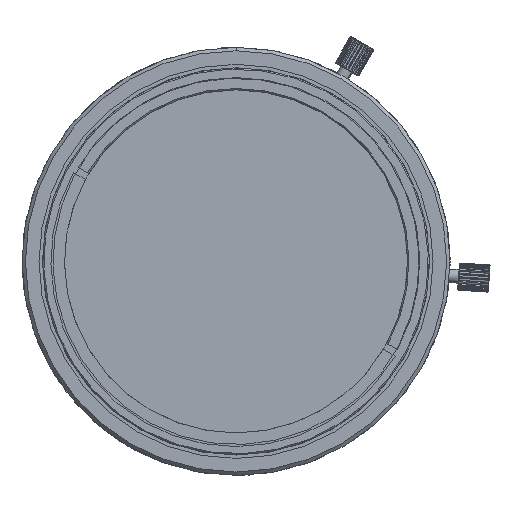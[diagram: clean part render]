
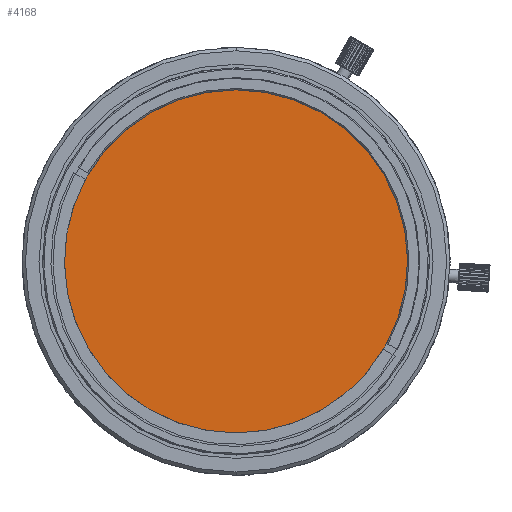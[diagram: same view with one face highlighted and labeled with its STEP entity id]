
A CAD part, left-side view. The second image highlights one B-rep face of the part: STEP entity #4168.
In plain terms, the highlighted planar face has unit normal (-1, 0, 0).
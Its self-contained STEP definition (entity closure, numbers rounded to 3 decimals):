
#4168 = ADVANCED_FACE ( 'NONE', ( #23552 ), #52390, .T. ) ;
#4790 = DIRECTION ( 'NONE',  ( -1., 0., 0. ) ) ;
#8125 = VERTEX_POINT ( 'NONE', #38993 ) ;
#9441 = ORIENTED_EDGE ( 'NONE', *, *, #52909, .T. ) ;
#12297 = EDGE_CURVE ( 'NONE', #8125, #39011, #44068, .T. ) ;
#14191 = AXIS2_PLACEMENT_3D ( 'NONE', #49235, #4790, #21157 ) ;
#15484 = CIRCLE ( 'NONE', #47915, 26.359 ) ;
#15784 = DIRECTION ( 'NONE',  ( -1., 0., 0. ) ) ;
#17174 = CARTESIAN_POINT ( 'NONE',  ( -101.049, 4.914, 153.484 ) ) ;
#18965 = DIRECTION ( 'NONE',  ( -1., 0., 0. ) ) ;
#21157 = DIRECTION ( 'NONE',  ( 0., 0., -1. ) ) ;
#23123 = EDGE_LOOP ( 'NONE', ( #9441, #38152 ) ) ;
#23552 = FACE_OUTER_BOUND ( 'NONE', #23123, .T. ) ;
#31013 = CARTESIAN_POINT ( 'NONE',  ( -101.049, 4.914, 179.843 ) ) ;
#34614 = AXIS2_PLACEMENT_3D ( 'NONE', #31013, #15784, #51888 ) ;
#35514 = CARTESIAN_POINT ( 'NONE',  ( -101.049, 4.914, 179.843 ) ) ;
#38152 = ORIENTED_EDGE ( 'NONE', *, *, #12297, .T. ) ;
#38993 = CARTESIAN_POINT ( 'NONE',  ( -101.049, 4.914, 206.201 ) ) ;
#39011 = VERTEX_POINT ( 'NONE', #17174 ) ;
#44068 = CIRCLE ( 'NONE', #14191, 26.359 ) ;
#47915 = AXIS2_PLACEMENT_3D ( 'NONE', #35514, #18965, #51856 ) ;
#49235 = CARTESIAN_POINT ( 'NONE',  ( -101.049, 4.914, 179.843 ) ) ;
#51856 = DIRECTION ( 'NONE',  ( 0., 0., -1. ) ) ;
#51888 = DIRECTION ( 'NONE',  ( 0., 0., 1. ) ) ;
#52390 = PLANE ( 'NONE',  #34614 ) ;
#52909 = EDGE_CURVE ( 'NONE', #39011, #8125, #15484, .T. ) ;
